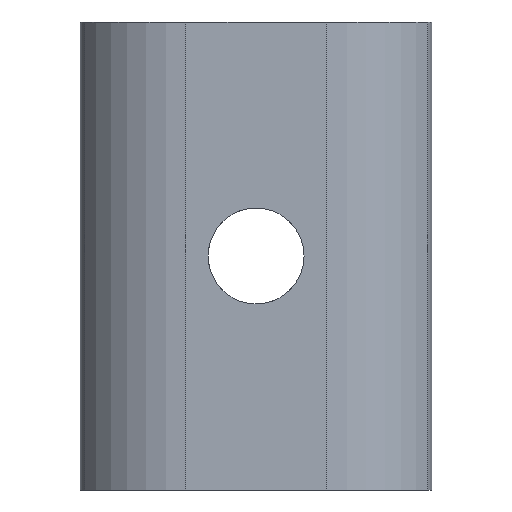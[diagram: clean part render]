
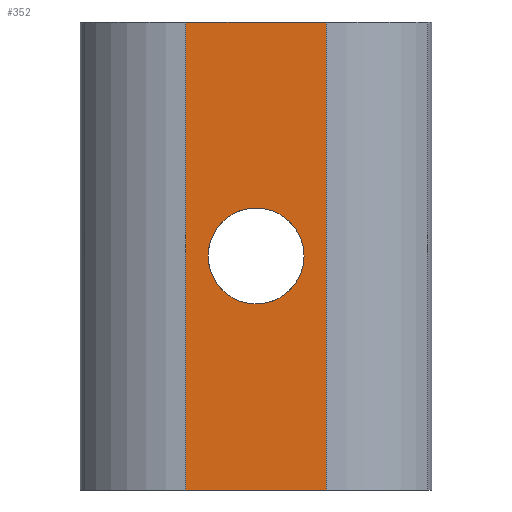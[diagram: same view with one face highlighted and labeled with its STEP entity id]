
A CAD part, front view. The second image highlights one B-rep face of the part: STEP entity #352.
In plain terms, the highlighted planar face has unit normal (0, -1, 0).
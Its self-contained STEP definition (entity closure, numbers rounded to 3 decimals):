
#16 = CIRCLE ( 'NONE', #711, 2.05 ) ;
#18 = ORIENTED_EDGE ( 'NONE', *, *, #742, .T. ) ;
#59 = DIRECTION ( 'NONE',  ( 1., 0., 0. ) ) ;
#102 = ORIENTED_EDGE ( 'NONE', *, *, #762, .T. ) ;
#154 = DIRECTION ( 'NONE',  ( -1., 0., 0. ) ) ;
#161 = DIRECTION ( 'NONE',  ( 0., 1., 0. ) ) ;
#165 = DIRECTION ( 'NONE',  ( 1., 0., 0. ) ) ;
#167 = DIRECTION ( 'NONE',  ( 0., -1., 0. ) ) ;
#171 = CARTESIAN_POINT ( 'NONE',  ( 0., -6., 10. ) ) ;
#182 = ORIENTED_EDGE ( 'NONE', *, *, #818, .F. ) ;
#186 = CARTESIAN_POINT ( 'NONE',  ( -3., -6., 20. ) ) ;
#187 = VECTOR ( 'NONE', #1112, 1000. ) ;
#208 = LINE ( 'NONE', #408, #633 ) ;
#210 = PLANE ( 'NONE',  #688 ) ;
#218 = CARTESIAN_POINT ( 'NONE',  ( -3., -6., 20. ) ) ;
#235 = FACE_OUTER_BOUND ( 'NONE', #918, .T. ) ;
#247 = DIRECTION ( 'NONE',  ( 0., 0., -1. ) ) ;
#253 = VERTEX_POINT ( 'NONE', #595 ) ;
#262 = DIRECTION ( 'NONE',  ( 0., -1., 0. ) ) ;
#292 = CARTESIAN_POINT ( 'NONE',  ( -3., -6., 0. ) ) ;
#328 = VERTEX_POINT ( 'NONE', #292 ) ;
#345 = ORIENTED_EDGE ( 'NONE', *, *, #757, .F. ) ;
#351 = EDGE_CURVE ( 'NONE', #623, #253, #16, .T. ) ;
#352 = ADVANCED_FACE ( 'NONE', ( #962, #235 ), #210, .F. ) ;
#405 = CARTESIAN_POINT ( 'NONE',  ( -3., -6., 20. ) ) ;
#408 = CARTESIAN_POINT ( 'NONE',  ( -3., -6., 0. ) ) ;
#422 = AXIS2_PLACEMENT_3D ( 'NONE', #848, #262, #926 ) ;
#491 = EDGE_LOOP ( 'NONE', ( #998, #511 ) ) ;
#511 = ORIENTED_EDGE ( 'NONE', *, *, #351, .F. ) ;
#556 = CARTESIAN_POINT ( 'NONE',  ( 3., -6., 0. ) ) ;
#560 = VECTOR ( 'NONE', #247, 1000. ) ;
#595 = CARTESIAN_POINT ( 'NONE',  ( 2.05, -6., 10. ) ) ;
#608 = VERTEX_POINT ( 'NONE', #624 ) ;
#623 = VERTEX_POINT ( 'NONE', #628 ) ;
#624 = CARTESIAN_POINT ( 'NONE',  ( 3., -6., 20. ) ) ;
#628 = CARTESIAN_POINT ( 'NONE',  ( -2.05, -6., 10. ) ) ;
#633 = VECTOR ( 'NONE', #59, 1000. ) ;
#688 = AXIS2_PLACEMENT_3D ( 'NONE', #186, #161, #154 ) ;
#711 = AXIS2_PLACEMENT_3D ( 'NONE', #171, #167, #165 ) ;
#742 = EDGE_CURVE ( 'NONE', #1054, #328, #923, .T. ) ;
#757 = EDGE_CURVE ( 'NONE', #1054, #608, #1100, .T. ) ;
#762 = EDGE_CURVE ( 'NONE', #328, #933, #208, .T. ) ;
#799 = DIRECTION ( 'NONE',  ( 1., 0., 0. ) ) ;
#818 = EDGE_CURVE ( 'NONE', #608, #933, #849, .T. ) ;
#848 = CARTESIAN_POINT ( 'NONE',  ( 0., -6., 10. ) ) ;
#849 = LINE ( 'NONE', #914, #560 ) ;
#861 = CARTESIAN_POINT ( 'NONE',  ( -3., -6., 20. ) ) ;
#914 = CARTESIAN_POINT ( 'NONE',  ( 3., -6., 20. ) ) ;
#918 = EDGE_LOOP ( 'NONE', ( #102, #182, #345, #18 ) ) ;
#923 = LINE ( 'NONE', #405, #187 ) ;
#926 = DIRECTION ( 'NONE',  ( 1., 0., 0. ) ) ;
#933 = VERTEX_POINT ( 'NONE', #556 ) ;
#938 = EDGE_CURVE ( 'NONE', #253, #623, #953, .T. ) ;
#953 = CIRCLE ( 'NONE', #422, 2.05 ) ;
#962 = FACE_BOUND ( 'NONE', #491, .T. ) ;
#998 = ORIENTED_EDGE ( 'NONE', *, *, #938, .F. ) ;
#1054 = VERTEX_POINT ( 'NONE', #861 ) ;
#1099 = VECTOR ( 'NONE', #799, 1000. ) ;
#1100 = LINE ( 'NONE', #218, #1099 ) ;
#1112 = DIRECTION ( 'NONE',  ( 0., 0., -1. ) ) ;
